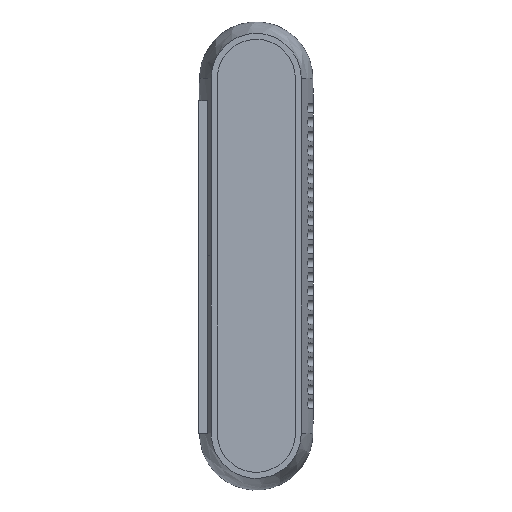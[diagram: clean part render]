
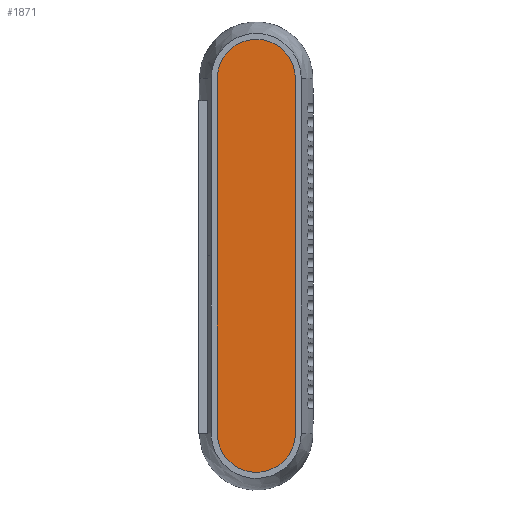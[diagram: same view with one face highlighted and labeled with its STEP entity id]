
A CAD part, top view. The second image highlights one B-rep face of the part: STEP entity #1871.
In plain terms, the highlighted planar face has unit normal (0, 0, 1).
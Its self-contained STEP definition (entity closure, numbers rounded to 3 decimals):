
#415=(
BOUNDED_CURVE()
B_SPLINE_CURVE(2,(#25079,#25080,#25081,#25082,#25083),.UNSPECIFIED.,.F.,
 .F.)
B_SPLINE_CURVE_WITH_KNOTS((3,2,3),(-49.214,-36.221,
-23.227),.UNSPECIFIED.)
CURVE()
GEOMETRIC_REPRESENTATION_ITEM()
RATIONAL_B_SPLINE_CURVE((1.,0.707,1.,0.707,1.))
REPRESENTATION_ITEM('')
);
#416=(
BOUNDED_CURVE()
B_SPLINE_CURVE(2,(#25084,#25085,#25086),.UNSPECIFIED.,.F.,.F.)
B_SPLINE_CURVE_WITH_KNOTS((3,3),(-124.417,-49.214),
 .UNSPECIFIED.)
CURVE()
GEOMETRIC_REPRESENTATION_ITEM()
RATIONAL_B_SPLINE_CURVE((1.,1.,1.))
REPRESENTATION_ITEM('')
);
#417=(
BOUNDED_CURVE()
B_SPLINE_CURVE(2,(#25087,#25088,#25089,#25090,#25091),.UNSPECIFIED.,.F.,
 .F.)
B_SPLINE_CURVE_WITH_KNOTS((3,2,3),(-150.405,-137.411,-124.417),
 .UNSPECIFIED.)
CURVE()
GEOMETRIC_REPRESENTATION_ITEM()
RATIONAL_B_SPLINE_CURVE((1.,0.707,1.,0.707,1.))
REPRESENTATION_ITEM('')
);
#1871=ADVANCED_FACE('',(#2532),#10775,.T.);
#2532=FACE_OUTER_BOUND('',#3251,.T.);
#3251=EDGE_LOOP('',(#6489,#6490,#6491,#6492));
#6489=ORIENTED_EDGE('',*,*,#8189,.T.);
#6490=ORIENTED_EDGE('',*,*,#8192,.T.);
#6491=ORIENTED_EDGE('',*,*,#8191,.T.);
#6492=ORIENTED_EDGE('',*,*,#8190,.T.);
#8189=EDGE_CURVE('',#10555,#10556,#415,.T.);
#8190=EDGE_CURVE('',#10557,#10555,#416,.T.);
#8191=EDGE_CURVE('',#10558,#10557,#417,.T.);
#8192=EDGE_CURVE('',#10556,#10558,#9484,.T.);
#9484=B_SPLINE_CURVE_WITH_KNOTS('',1,(#25092,#25093),.UNSPECIFIED.,.F.,
 .F.,(2,2),(-75.217,-0.015),.UNSPECIFIED.);
#10555=VERTEX_POINT('',#25075);
#10556=VERTEX_POINT('',#25076);
#10557=VERTEX_POINT('',#25077);
#10558=VERTEX_POINT('',#25078);
#10775=PLANE('',#11447);
#11447=AXIS2_PLACEMENT_3D('',#25074,#11776,$);
#11776=DIRECTION('',(0.,0.,1.));
#25074=CARTESIAN_POINT('',(17.871,-47.879,-9.818));
#25075=CARTESIAN_POINT('',(16.429,37.825,-9.818));
#25076=CARTESIAN_POINT('',(-0.115,37.825,-9.818));
#25077=CARTESIAN_POINT('',(16.429,-37.377,-9.818));
#25078=CARTESIAN_POINT('',(-0.115,-37.377,-9.818));
#25079=CARTESIAN_POINT('',(16.429,37.825,-9.818));
#25080=CARTESIAN_POINT('',(16.429,46.097,-9.818));
#25081=CARTESIAN_POINT('',(8.157,46.097,-9.818));
#25082=CARTESIAN_POINT('',(-0.115,46.097,-9.818));
#25083=CARTESIAN_POINT('',(-0.115,37.825,-9.818));
#25084=CARTESIAN_POINT('',(16.429,-37.377,-9.818));
#25085=CARTESIAN_POINT('',(16.429,0.224,-9.818));
#25086=CARTESIAN_POINT('',(16.429,37.825,-9.818));
#25087=CARTESIAN_POINT('',(-0.115,-37.377,-9.818));
#25088=CARTESIAN_POINT('',(-0.115,-45.649,-9.818));
#25089=CARTESIAN_POINT('',(8.157,-45.649,-9.818));
#25090=CARTESIAN_POINT('',(16.429,-45.649,-9.818));
#25091=CARTESIAN_POINT('',(16.429,-37.377,-9.818));
#25092=CARTESIAN_POINT('',(-0.115,37.825,-9.818));
#25093=CARTESIAN_POINT('',(-0.115,-37.377,-9.818));
